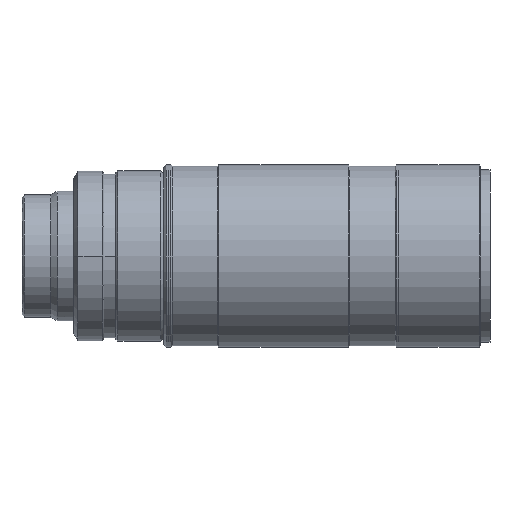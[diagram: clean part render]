
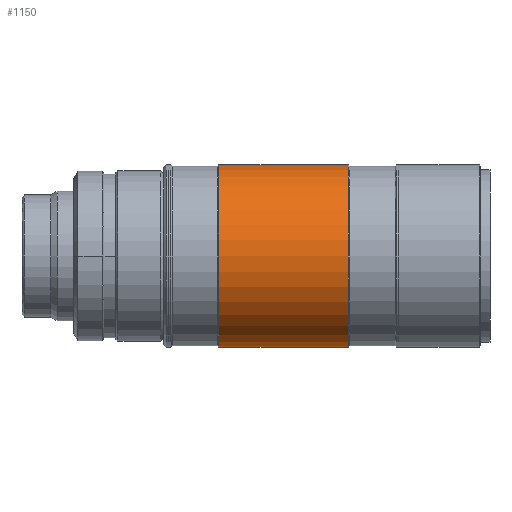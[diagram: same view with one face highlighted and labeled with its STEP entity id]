
A CAD part, front view. The second image highlights one B-rep face of the part: STEP entity #1150.
In plain terms, the highlighted cylindrical face has radius 38 mm (diameter 76 mm), a partial arc.
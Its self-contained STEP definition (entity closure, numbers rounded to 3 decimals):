
#140 = CARTESIAN_POINT ( 'NONE',  ( 0., 0., 0. ) ) ;
#311 = CIRCLE ( 'NONE', #3528, 38. ) ;
#376 = ORIENTED_EDGE ( 'NONE', *, *, #3917, .T. ) ;
#511 = EDGE_CURVE ( 'NONE', #1833, #2713, #311, .T. ) ;
#553 = CARTESIAN_POINT ( 'NONE',  ( -115.56, 0., 0. ) ) ;
#583 = ORIENTED_EDGE ( 'NONE', *, *, #511, .F. ) ;
#659 = AXIS2_PLACEMENT_3D ( 'NONE', #140, #1225, #2667 ) ;
#695 = VERTEX_POINT ( 'NONE', #1398 ) ;
#910 = CARTESIAN_POINT ( 'NONE',  ( 0., 0., -38. ) ) ;
#934 = DIRECTION ( 'NONE',  ( 0., 0., -1. ) ) ;
#1089 = CARTESIAN_POINT ( 'NONE',  ( -61.56, 0., -38. ) ) ;
#1138 = CYLINDRICAL_SURFACE ( 'NONE', #659, 38. ) ;
#1150 = ADVANCED_FACE ( 'NONE', ( #2524 ), #1138, .T. ) ;
#1225 = DIRECTION ( 'NONE',  ( 1., 0., 0. ) ) ;
#1227 = VERTEX_POINT ( 'NONE', #1669 ) ;
#1291 = LINE ( 'NONE', #910, #3942 ) ;
#1349 = DIRECTION ( 'NONE',  ( 1., 0., 0. ) ) ;
#1380 = CARTESIAN_POINT ( 'NONE',  ( -61.56, 0., 38. ) ) ;
#1398 = CARTESIAN_POINT ( 'NONE',  ( -115.56, 0., -38. ) ) ;
#1488 = EDGE_CURVE ( 'NONE', #1227, #1833, #2096, .T. ) ;
#1669 = CARTESIAN_POINT ( 'NONE',  ( -115.56, 0., 38. ) ) ;
#1780 = CARTESIAN_POINT ( 'NONE',  ( 0., 0., 38. ) ) ;
#1833 = VERTEX_POINT ( 'NONE', #1380 ) ;
#2096 = LINE ( 'NONE', #1780, #3045 ) ;
#2162 = EDGE_CURVE ( 'NONE', #695, #2713, #1291, .T. ) ;
#2208 = EDGE_LOOP ( 'NONE', ( #3457, #376, #3003, #583 ) ) ;
#2278 = DIRECTION ( 'NONE',  ( 1., 0., 0. ) ) ;
#2524 = FACE_OUTER_BOUND ( 'NONE', #2208, .T. ) ;
#2667 = DIRECTION ( 'NONE',  ( 0., 0., -1. ) ) ;
#2713 = VERTEX_POINT ( 'NONE', #1089 ) ;
#3003 = ORIENTED_EDGE ( 'NONE', *, *, #2162, .T. ) ;
#3045 = VECTOR ( 'NONE', #3924, 1000. ) ;
#3073 = DIRECTION ( 'NONE',  ( 1., 0., 0. ) ) ;
#3457 = ORIENTED_EDGE ( 'NONE', *, *, #1488, .F. ) ;
#3500 = CARTESIAN_POINT ( 'NONE',  ( -61.56, 0., 0. ) ) ;
#3528 = AXIS2_PLACEMENT_3D ( 'NONE', #3500, #1349, #3873 ) ;
#3810 = AXIS2_PLACEMENT_3D ( 'NONE', #553, #3073, #934 ) ;
#3873 = DIRECTION ( 'NONE',  ( 0., 0., -1. ) ) ;
#3917 = EDGE_CURVE ( 'NONE', #1227, #695, #3991, .T. ) ;
#3924 = DIRECTION ( 'NONE',  ( 1., 0., 0. ) ) ;
#3942 = VECTOR ( 'NONE', #2278, 1000. ) ;
#3991 = CIRCLE ( 'NONE', #3810, 38. ) ;
